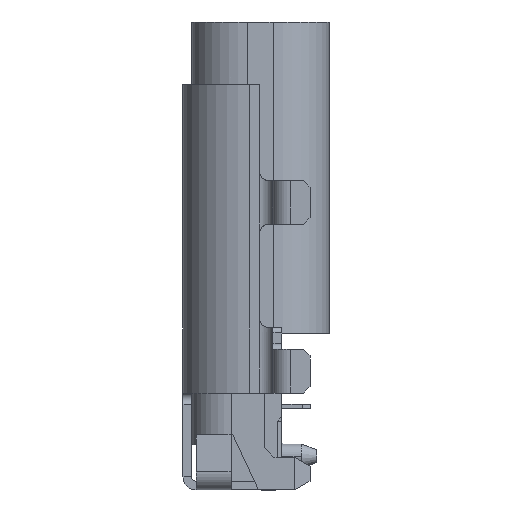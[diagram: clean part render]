
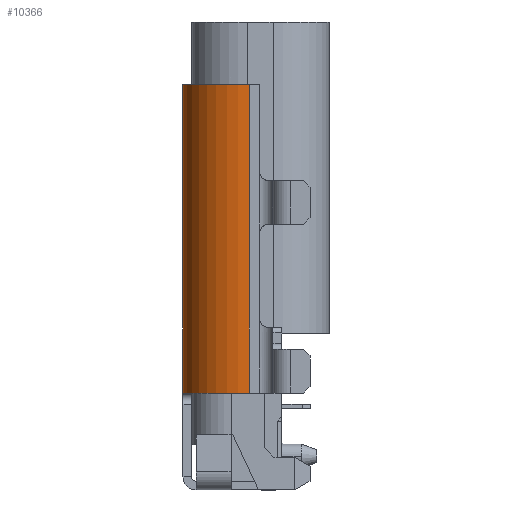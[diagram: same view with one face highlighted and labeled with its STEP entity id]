
A CAD part, left-side view. The second image highlights one B-rep face of the part: STEP entity #10366.
In plain terms, the highlighted cylindrical face has radius 1.52 mm (diameter 3.04 mm), a partial arc.
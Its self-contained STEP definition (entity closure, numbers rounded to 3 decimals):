
#32 = DIRECTION ( 'NONE',  ( 0., 0., 1. ) ) ;
#1036 = EDGE_LOOP ( 'NONE', ( #15813, #15295, #33477, #5980 ) ) ;
#1040 = DIRECTION ( 'NONE',  ( 0., 0., 1. ) ) ;
#1862 = CYLINDRICAL_SURFACE ( 'NONE', #25030, 1.52 ) ;
#2008 = VECTOR ( 'NONE', #34358, 1000. ) ;
#2197 = DIRECTION ( 'NONE',  ( 0., 0., 1. ) ) ;
#2841 = LINE ( 'NONE', #10339, #2008 ) ;
#3401 = EDGE_CURVE ( 'NONE', #27753, #27953, #29345, .T. ) ;
#3733 = DIRECTION ( 'NONE',  ( 1., 0., 0. ) ) ;
#5238 = EDGE_CURVE ( 'NONE', #27753, #13525, #24386, .T. ) ;
#5980 = ORIENTED_EDGE ( 'NONE', *, *, #33122, .T. ) ;
#8155 = FACE_OUTER_BOUND ( 'NONE', #1036, .T. ) ;
#8854 = DIRECTION ( 'NONE',  ( 0., 0., 1. ) ) ;
#10339 = CARTESIAN_POINT ( 'NONE',  ( -4.71, 0.735, -3.135 ) ) ;
#10366 = ADVANCED_FACE ( 'NONE', ( #8155 ), #1862, .T. ) ;
#10656 = AXIS2_PLACEMENT_3D ( 'NONE', #27493, #8854, #25051 ) ;
#13452 = EDGE_CURVE ( 'NONE', #27953, #30421, #33849, .T. ) ;
#13525 = VERTEX_POINT ( 'NONE', #27365 ) ;
#13781 = DIRECTION ( 'NONE',  ( 1., 0., 0. ) ) ;
#15295 = ORIENTED_EDGE ( 'NONE', *, *, #3401, .F. ) ;
#15558 = CARTESIAN_POINT ( 'NONE',  ( -3.19, 2.255, -3.135 ) ) ;
#15813 = ORIENTED_EDGE ( 'NONE', *, *, #13452, .F. ) ;
#16391 = AXIS2_PLACEMENT_3D ( 'NONE', #33142, #1040, #3733 ) ;
#19293 = CARTESIAN_POINT ( 'NONE',  ( -3.19, 0.735, -3.135 ) ) ;
#22269 = VECTOR ( 'NONE', #2197, 1000. ) ;
#24386 = CIRCLE ( 'NONE', #16391, 1.52 ) ;
#25030 = AXIS2_PLACEMENT_3D ( 'NONE', #19293, #32, #13781 ) ;
#25051 = DIRECTION ( 'NONE',  ( 1., 0., 0. ) ) ;
#25533 = CARTESIAN_POINT ( 'NONE',  ( -3.19, 2.255, -3.135 ) ) ;
#27365 = CARTESIAN_POINT ( 'NONE',  ( -4.71, 0.735, -3.135 ) ) ;
#27493 = CARTESIAN_POINT ( 'NONE',  ( -3.19, 0.735, 3.92 ) ) ;
#27753 = VERTEX_POINT ( 'NONE', #25533 ) ;
#27953 = VERTEX_POINT ( 'NONE', #32153 ) ;
#29345 = LINE ( 'NONE', #15558, #22269 ) ;
#30421 = VERTEX_POINT ( 'NONE', #33739 ) ;
#32153 = CARTESIAN_POINT ( 'NONE',  ( -3.19, 2.255, 3.92 ) ) ;
#33122 = EDGE_CURVE ( 'NONE', #13525, #30421, #2841, .T. ) ;
#33142 = CARTESIAN_POINT ( 'NONE',  ( -3.19, 0.735, -3.135 ) ) ;
#33477 = ORIENTED_EDGE ( 'NONE', *, *, #5238, .T. ) ;
#33739 = CARTESIAN_POINT ( 'NONE',  ( -4.71, 0.735, 3.92 ) ) ;
#33849 = CIRCLE ( 'NONE', #10656, 1.52 ) ;
#34358 = DIRECTION ( 'NONE',  ( 0., 0., 1. ) ) ;
